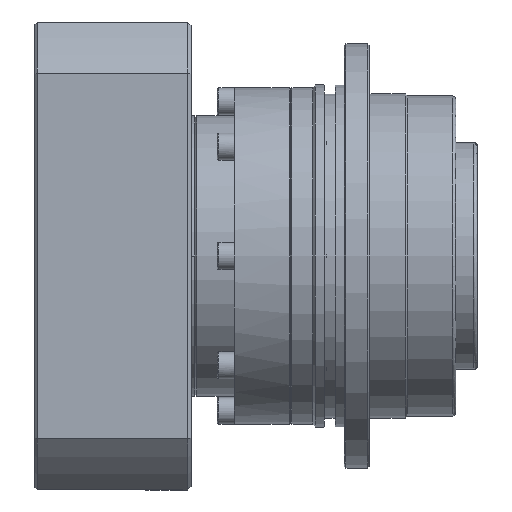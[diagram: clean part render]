
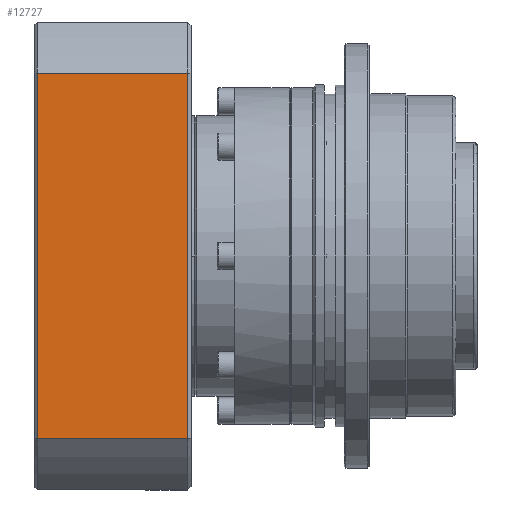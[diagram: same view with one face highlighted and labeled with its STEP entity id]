
A CAD part, front view. The second image highlights one B-rep face of the part: STEP entity #12727.
In plain terms, the highlighted face is planar.
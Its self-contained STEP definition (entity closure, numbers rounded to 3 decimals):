
#827 = CARTESIAN_POINT ( 'NONE',  ( -65., 50.806, 4.5 ) ) ;
#1906 = DIRECTION ( 'NONE',  ( 1., 0., 0. ) ) ;
#2515 = VERTEX_POINT ( 'NONE', #827 ) ;
#2677 = FACE_OUTER_BOUND ( 'NONE', #5284, .T. ) ;
#3545 = PLANE ( 'NONE',  #20694 ) ;
#4312 = DIRECTION ( 'NONE',  ( 0., 0., -1. ) ) ;
#5284 = EDGE_LOOP ( 'NONE', ( #12691, #22139, #15049, #21111 ) ) ;
#6078 = DIRECTION ( 'NONE',  ( 0., 0., 1. ) ) ;
#6179 = LINE ( 'NONE', #18249, #10899 ) ;
#7760 = LINE ( 'NONE', #19531, #17003 ) ;
#8665 = EDGE_CURVE ( 'NONE', #18638, #18000, #7760, .T. ) ;
#8850 = LINE ( 'NONE', #16492, #13534 ) ;
#9904 = DIRECTION ( 'NONE',  ( 0., 1., 0. ) ) ;
#10852 = DIRECTION ( 'NONE',  ( 0., -1., 0. ) ) ;
#10899 = VECTOR ( 'NONE', #6078, 1000. ) ;
#12363 = CARTESIAN_POINT ( 'NONE',  ( -65., 50.806, 47. ) ) ;
#12691 = ORIENTED_EDGE ( 'NONE', *, *, #13994, .F. ) ;
#12727 = ADVANCED_FACE ( 'NONE', ( #2677 ), #3545, .F. ) ;
#13534 = VECTOR ( 'NONE', #4312, 1000. ) ;
#13882 = CARTESIAN_POINT ( 'NONE',  ( -65., -50.806, 4.5 ) ) ;
#13994 = EDGE_CURVE ( 'NONE', #18000, #14246, #8850, .T. ) ;
#14103 = DIRECTION ( 'NONE',  ( 0., 1., 0. ) ) ;
#14246 = VERTEX_POINT ( 'NONE', #13882 ) ;
#14252 = VECTOR ( 'NONE', #9904, 1000. ) ;
#14610 = EDGE_CURVE ( 'NONE', #14246, #2515, #14779, .T. ) ;
#14779 = LINE ( 'NONE', #18487, #14252 ) ;
#15049 = ORIENTED_EDGE ( 'NONE', *, *, #19585, .F. ) ;
#15167 = CARTESIAN_POINT ( 'NONE',  ( -65., -50.806, 46.2 ) ) ;
#16492 = CARTESIAN_POINT ( 'NONE',  ( -65., -50.806, 0. ) ) ;
#17003 = VECTOR ( 'NONE', #10852, 1000. ) ;
#18000 = VERTEX_POINT ( 'NONE', #15167 ) ;
#18249 = CARTESIAN_POINT ( 'NONE',  ( -65., 50.806, 47. ) ) ;
#18487 = CARTESIAN_POINT ( 'NONE',  ( -65., 25.403, 4.5 ) ) ;
#18611 = CARTESIAN_POINT ( 'NONE',  ( -65., 50.806, 46.2 ) ) ;
#18638 = VERTEX_POINT ( 'NONE', #18611 ) ;
#19531 = CARTESIAN_POINT ( 'NONE',  ( -65., 50.806, 46.2 ) ) ;
#19585 = EDGE_CURVE ( 'NONE', #2515, #18638, #6179, .T. ) ;
#20694 = AXIS2_PLACEMENT_3D ( 'NONE', #12363, #1906, #14103 ) ;
#21111 = ORIENTED_EDGE ( 'NONE', *, *, #14610, .F. ) ;
#22139 = ORIENTED_EDGE ( 'NONE', *, *, #8665, .F. ) ;
